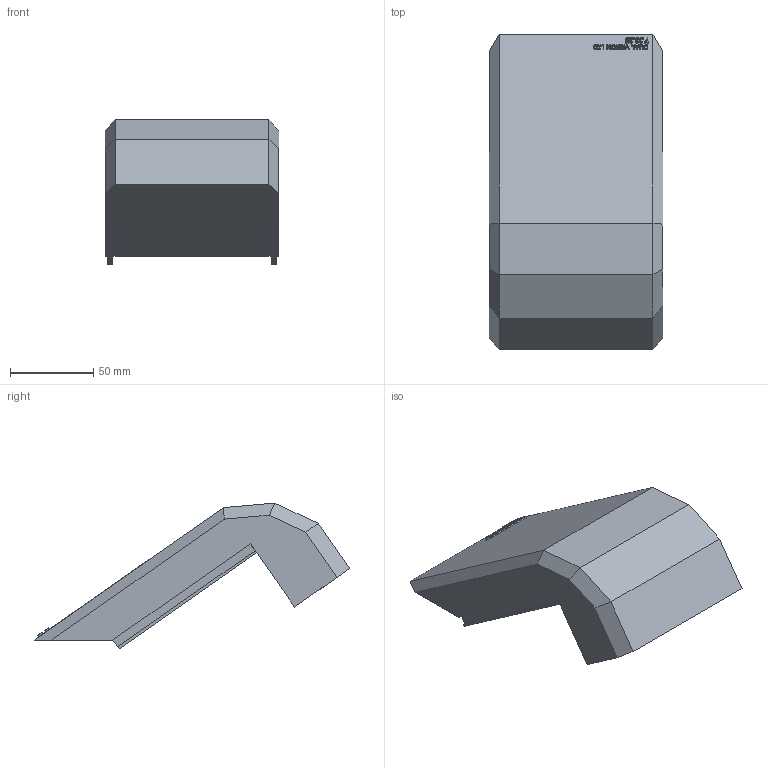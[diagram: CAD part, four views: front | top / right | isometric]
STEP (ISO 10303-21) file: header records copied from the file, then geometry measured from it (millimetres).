
FILE_DESCRIPTION(/* description */ (''),/* implementation_level */ '2;1');
FILE_NAME(/* name */ 'cameraholderlid v03.stp',/* time_stamp */ '2025-07-23T12:19:04-04:00',/* author */ ('mateo'),/* organization */ (''),/* preprocessor_version */ 'ST-DEVELOPER v20',/* originating_system */ 'Autodesk Inventor 2025',/* authorisation */ '');
FILE_SCHEMA (('AUTOMOTIVE_DESIGN { 1 0 10303 214 3 1 1 }'));
Length unit declared in the file: millimetre
Products named in the file (1): cameraholderlid v03
Bounding box: 104.46 x 189.47 x 87.54 mm (x, y, z)
Volume: 158970.1 mm3; surface area: 70699.3 mm2
Topology: 1 solids, 1 shells, 317 faces, 863 edges, 572 vertices
Faces by surface type: plane 209, bspline 108
Entity records: 10468 total; most frequent: CARTESIAN_POINT 3157, ORIENTED_EDGE 1726, DIRECTION 1067, EDGE_CURVE 863, LINE 647, VECTOR 647, VERTEX_POINT 572, EDGE_LOOP 341
